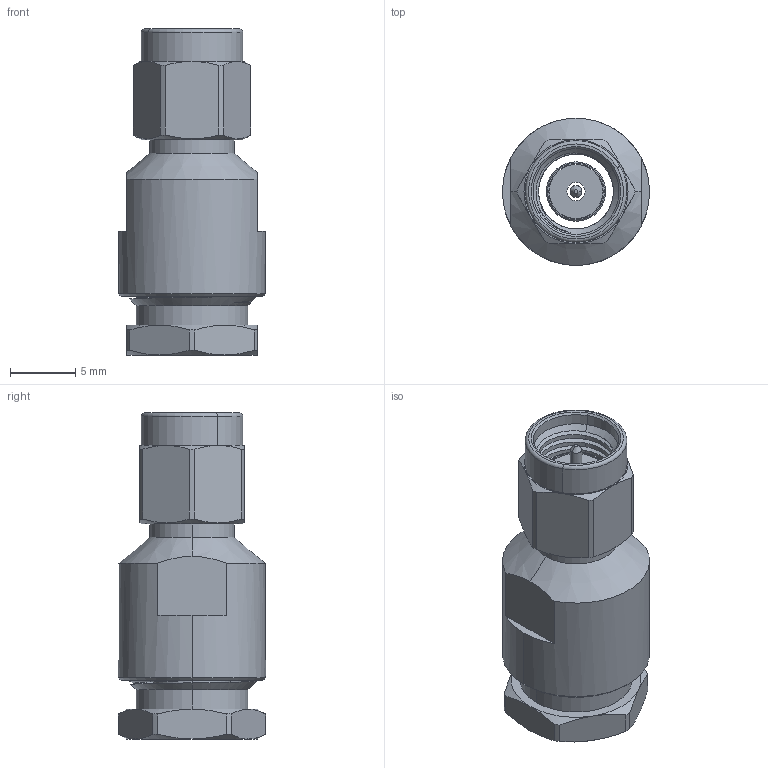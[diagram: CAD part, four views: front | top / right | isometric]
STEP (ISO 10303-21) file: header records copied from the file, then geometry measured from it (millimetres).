
FILE_DESCRIPTION (( 'STEP AP214' ), '1' );
FILE_NAME ('30-001-D3-AK.STEP', '2024-08-08T13:09:51', ( '' ), ( '' ), 'SwSTEP 2.0', 'SolidWorks 2024', '' );
FILE_SCHEMA (( 'AUTOMOTIVE_DESIGN' ));
Length unit declared in the file: millimetre
Products named in the file (1): 30-001-D3-AK
Bounding box: 11.3 x 11.3 x 25.05 mm (x, y, z)
Surface area: 1395.5 mm2 (no closed solid volume)
Topology: 0 solids, 6 shells, 119 faces, 302 edges, 192 vertices
Faces by surface type: cylinder 44, cone 42, plane 25, bspline 4, torus 4
Entity records: 5130 total; most frequent: CARTESIAN_POINT 2418, ORIENTED_EDGE 562, DIRECTION 555, EDGE_CURVE 302, AXIS2_PLACEMENT_3D 236, VERTEX_POINT 192, EDGE_LOOP 127, CIRCLE 120
